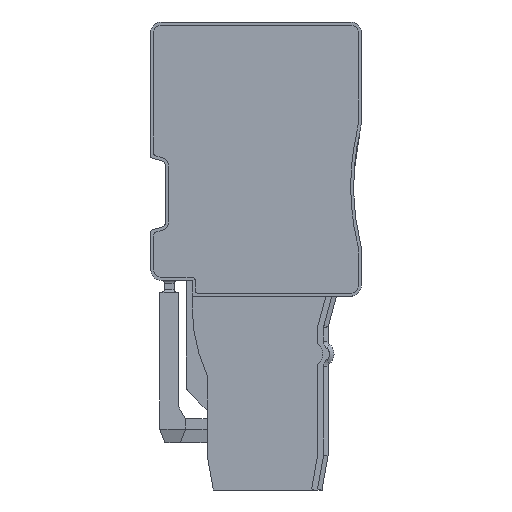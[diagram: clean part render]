
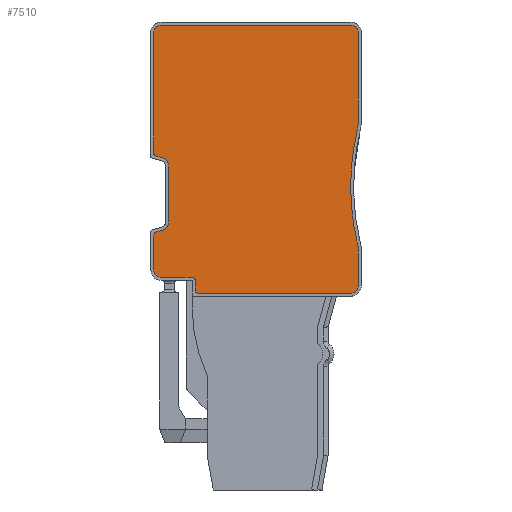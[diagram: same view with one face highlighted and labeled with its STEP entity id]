
A CAD part, left-side view. The second image highlights one B-rep face of the part: STEP entity #7510.
In plain terms, the highlighted planar face has unit normal (-1, 0, 0).
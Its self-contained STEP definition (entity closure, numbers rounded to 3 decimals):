
#5956=AXIS2_PLACEMENT_3D('Circle Axis2P3D',#5954,#5955,$) ;
#6004=AXIS2_PLACEMENT_3D('Circle Axis2P3D',#6002,#6003,$) ;
#6052=AXIS2_PLACEMENT_3D('Circle Axis2P3D',#6050,#6051,$) ;
#6125=AXIS2_PLACEMENT_3D('Circle Axis2P3D',#6123,#6124,$) ;
#6149=AXIS2_PLACEMENT_3D('Circle Axis2P3D',#6147,#6148,$) ;
#6173=AXIS2_PLACEMENT_3D('Circle Axis2P3D',#6171,#6172,$) ;
#6221=AXIS2_PLACEMENT_3D('Circle Axis2P3D',#6219,#6220,$) ;
#6269=AXIS2_PLACEMENT_3D('Circle Axis2P3D',#6267,#6268,$) ;
#6317=AXIS2_PLACEMENT_3D('Circle Axis2P3D',#6315,#6316,$) ;
#6365=AXIS2_PLACEMENT_3D('Circle Axis2P3D',#6363,#6364,$) ;
#6463=AXIS2_PLACEMENT_3D('Circle Axis2P3D',#6461,#6462,$) ;
#6511=AXIS2_PLACEMENT_3D('Circle Axis2P3D',#6509,#6510,$) ;
#7481=AXIS2_PLACEMENT_3D('Plane Axis2P3D',#7478,#7479,#7480) ;
#5927=CARTESIAN_POINT('Vertex',(0.,13.18,22.079)) ;
#5930=CARTESIAN_POINT('Line Origine',(0.,13.421,22.157)) ;
#5934=CARTESIAN_POINT('Vertex',(0.,13.662,22.235)) ;
#5954=CARTESIAN_POINT('Axis2P3D Location',(0.,13.6,22.426)) ;
#5958=CARTESIAN_POINT('Vertex',(0.,13.8,22.426)) ;
#5978=CARTESIAN_POINT('Line Origine',(0.,13.8,26.438)) ;
#5982=CARTESIAN_POINT('Vertex',(0.,13.8,30.45)) ;
#6002=CARTESIAN_POINT('Axis2P3D Location',(0.,13.3,30.45)) ;
#6006=CARTESIAN_POINT('Vertex',(0.,13.3,30.95)) ;
#6026=CARTESIAN_POINT('Line Origine',(0.,7.,30.95)) ;
#6030=CARTESIAN_POINT('Vertex',(0.,0.7,30.95)) ;
#6050=CARTESIAN_POINT('Axis2P3D Location',(0.,0.7,30.45)) ;
#6054=CARTESIAN_POINT('Vertex',(0.,0.2,30.45)) ;
#6074=CARTESIAN_POINT('Line Origine',(0.,0.2,27.5)) ;
#6078=CARTESIAN_POINT('Vertex',(0.,0.2,24.55)) ;
#6099=CARTESIAN_POINT('Control Point',(0.,0.278,23.876)) ;
#6100=CARTESIAN_POINT('Control Point',(0.,0.226,24.096)) ;
#6101=CARTESIAN_POINT('Control Point',(0.,0.2,24.323)) ;
#6102=CARTESIAN_POINT('Control Point',(0.,0.2,24.55)) ;
#6103=CARTESIAN_POINT('Vertex',(0.,0.278,23.876)) ;
#6123=CARTESIAN_POINT('Axis2P3D Location',(0.,-15.5,20.2)) ;
#6127=CARTESIAN_POINT('Vertex',(0.,0.7,20.2)) ;
#6147=CARTESIAN_POINT('Axis2P3D Location',(0.,-15.5,20.2)) ;
#6151=CARTESIAN_POINT('Vertex',(0.,0.206,16.23)) ;
#6171=CARTESIAN_POINT('Axis2P3D Location',(0.,0.4,16.181)) ;
#6175=CARTESIAN_POINT('Vertex',(0.,0.2,16.181)) ;
#6195=CARTESIAN_POINT('Line Origine',(0.,0.2,14.891)) ;
#6199=CARTESIAN_POINT('Vertex',(0.,0.2,13.6)) ;
#6219=CARTESIAN_POINT('Axis2P3D Location',(0.,0.7,13.6)) ;
#6223=CARTESIAN_POINT('Vertex',(0.,0.7,13.1)) ;
#6243=CARTESIAN_POINT('Line Origine',(0.,5.775,13.1)) ;
#6247=CARTESIAN_POINT('Vertex',(0.,10.85,13.1)) ;
#6267=CARTESIAN_POINT('Axis2P3D Location',(0.,10.85,13.3)) ;
#6271=CARTESIAN_POINT('Vertex',(0.,11.05,13.3)) ;
#6291=CARTESIAN_POINT('Line Origine',(0.,11.05,13.625)) ;
#6295=CARTESIAN_POINT('Vertex',(0.,11.05,13.95)) ;
#6315=CARTESIAN_POINT('Axis2P3D Location',(0.,11.25,13.95)) ;
#6319=CARTESIAN_POINT('Vertex',(0.,11.25,14.15)) ;
#6339=CARTESIAN_POINT('Line Origine',(0.,12.275,14.15)) ;
#6343=CARTESIAN_POINT('Vertex',(0.,13.3,14.15)) ;
#6363=CARTESIAN_POINT('Axis2P3D Location',(0.,13.3,14.65)) ;
#6367=CARTESIAN_POINT('Vertex',(0.,13.8,14.65)) ;
#6387=CARTESIAN_POINT('Line Origine',(0.,13.8,15.812)) ;
#6391=CARTESIAN_POINT('Vertex',(0.,13.8,16.974)) ;
#6412=CARTESIAN_POINT('Control Point',(0.,13.662,17.165)) ;
#6413=CARTESIAN_POINT('Control Point',(0.,13.722,17.145)) ;
#6414=CARTESIAN_POINT('Control Point',(0.,13.773,17.1)) ;
#6415=CARTESIAN_POINT('Control Point',(0.,13.8,17.037)) ;
#6416=CARTESIAN_POINT('Control Point',(0.,13.8,16.974)) ;
#6417=CARTESIAN_POINT('Vertex',(0.,13.662,17.165)) ;
#6437=CARTESIAN_POINT('Line Origine',(0.,13.421,17.243)) ;
#6441=CARTESIAN_POINT('Vertex',(0.,13.18,17.321)) ;
#6461=CARTESIAN_POINT('Axis2P3D Location',(0.,13.35,17.844)) ;
#6465=CARTESIAN_POINT('Vertex',(0.,12.8,17.844)) ;
#6485=CARTESIAN_POINT('Line Origine',(0.,12.8,19.7)) ;
#6489=CARTESIAN_POINT('Vertex',(0.,12.8,21.556)) ;
#6509=CARTESIAN_POINT('Axis2P3D Location',(0.,13.35,21.556)) ;
#7478=CARTESIAN_POINT('Axis2P3D Location',(0.,6.8,12.9)) ;
#5931=DIRECTION('Vector Direction',(0.,0.951,0.309)) ;
#5955=DIRECTION('Axis2P3D Direction',(-1.,0.,0.)) ;
#5979=DIRECTION('Vector Direction',(0.,0.,1.)) ;
#6003=DIRECTION('Axis2P3D Direction',(-1.,0.,0.)) ;
#6027=DIRECTION('Vector Direction',(0.,-1.,0.)) ;
#6051=DIRECTION('Axis2P3D Direction',(-1.,0.,0.)) ;
#6075=DIRECTION('Vector Direction',(0.,0.,-1.)) ;
#6124=DIRECTION('Axis2P3D Direction',(-1.,0.,0.)) ;
#6148=DIRECTION('Axis2P3D Direction',(-1.,0.,0.)) ;
#6172=DIRECTION('Axis2P3D Direction',(-1.,0.,0.)) ;
#6196=DIRECTION('Vector Direction',(0.,0.,-1.)) ;
#6220=DIRECTION('Axis2P3D Direction',(-1.,0.,0.)) ;
#6244=DIRECTION('Vector Direction',(0.,1.,0.)) ;
#6268=DIRECTION('Axis2P3D Direction',(-1.,0.,0.)) ;
#6292=DIRECTION('Vector Direction',(0.,0.,1.)) ;
#6316=DIRECTION('Axis2P3D Direction',(-1.,0.,0.)) ;
#6340=DIRECTION('Vector Direction',(0.,1.,0.)) ;
#6364=DIRECTION('Axis2P3D Direction',(-1.,0.,0.)) ;
#6388=DIRECTION('Vector Direction',(0.,0.,1.)) ;
#6438=DIRECTION('Vector Direction',(0.,-0.951,0.309)) ;
#6462=DIRECTION('Axis2P3D Direction',(-1.,0.,0.)) ;
#6486=DIRECTION('Vector Direction',(0.,0.,1.)) ;
#6510=DIRECTION('Axis2P3D Direction',(-1.,0.,0.)) ;
#7479=DIRECTION('Axis2P3D Direction',(1.,0.,-0.)) ;
#7480=DIRECTION('Axis2P3D XDirection',(0.,1.,0.)) ;
#5932=VECTOR('Line Direction',#5931,1.) ;
#5980=VECTOR('Line Direction',#5979,1.) ;
#6028=VECTOR('Line Direction',#6027,1.) ;
#6076=VECTOR('Line Direction',#6075,1.) ;
#6197=VECTOR('Line Direction',#6196,1.) ;
#6245=VECTOR('Line Direction',#6244,1.) ;
#6293=VECTOR('Line Direction',#6292,1.) ;
#6341=VECTOR('Line Direction',#6340,1.) ;
#6389=VECTOR('Line Direction',#6388,1.) ;
#6439=VECTOR('Line Direction',#6438,1.) ;
#6487=VECTOR('Line Direction',#6486,1.) ;
#7484=ORIENTED_EDGE('',*,*,#5936,.F.) ;
#7485=ORIENTED_EDGE('',*,*,#6513,.F.) ;
#7486=ORIENTED_EDGE('',*,*,#6491,.F.) ;
#7487=ORIENTED_EDGE('',*,*,#6467,.F.) ;
#7488=ORIENTED_EDGE('',*,*,#6443,.F.) ;
#7489=ORIENTED_EDGE('',*,*,#6419,.F.) ;
#7490=ORIENTED_EDGE('',*,*,#6393,.F.) ;
#7491=ORIENTED_EDGE('',*,*,#6369,.F.) ;
#7492=ORIENTED_EDGE('',*,*,#6345,.F.) ;
#7493=ORIENTED_EDGE('',*,*,#6321,.F.) ;
#7494=ORIENTED_EDGE('',*,*,#6297,.F.) ;
#7495=ORIENTED_EDGE('',*,*,#6273,.F.) ;
#7496=ORIENTED_EDGE('',*,*,#6249,.F.) ;
#7497=ORIENTED_EDGE('',*,*,#6225,.F.) ;
#7498=ORIENTED_EDGE('',*,*,#6201,.F.) ;
#7499=ORIENTED_EDGE('',*,*,#6177,.F.) ;
#7500=ORIENTED_EDGE('',*,*,#6153,.F.) ;
#7501=ORIENTED_EDGE('',*,*,#6129,.F.) ;
#7502=ORIENTED_EDGE('',*,*,#6105,.F.) ;
#7503=ORIENTED_EDGE('',*,*,#6080,.F.) ;
#7504=ORIENTED_EDGE('',*,*,#6056,.F.) ;
#7505=ORIENTED_EDGE('',*,*,#6032,.F.) ;
#7506=ORIENTED_EDGE('',*,*,#6008,.F.) ;
#7507=ORIENTED_EDGE('',*,*,#5984,.F.) ;
#7508=ORIENTED_EDGE('',*,*,#5960,.F.) ;
#7510=ADVANCED_FACE('Brep With Voids',(#7509),#7482,.F.) ;
#6098=B_SPLINE_CURVE_WITH_KNOTS('',3,(#6099,#6100,#6101,#6102),.UNSPECIFIED.,.F.,.U.,(4,4),(-0.34,0.34),.UNSPECIFIED.) ;
#6411=B_SPLINE_CURVE_WITH_KNOTS('',4,(#6412,#6413,#6414,#6415,#6416),.UNSPECIFIED.,.F.,.U.,(5,5),(-0.126,0.126),.UNSPECIFIED.) ;
#5957=CIRCLE('generated circle',#5956,0.2) ;
#6005=CIRCLE('generated circle',#6004,0.5) ;
#6053=CIRCLE('generated circle',#6052,0.5) ;
#6126=CIRCLE('generated circle',#6125,16.2) ;
#6150=CIRCLE('generated circle',#6149,16.2) ;
#6174=CIRCLE('generated circle',#6173,0.2) ;
#6222=CIRCLE('generated circle',#6221,0.5) ;
#6270=CIRCLE('generated circle',#6269,0.2) ;
#6318=CIRCLE('generated circle',#6317,0.2) ;
#6366=CIRCLE('generated circle',#6365,0.5) ;
#6464=CIRCLE('generated circle',#6463,0.55) ;
#6512=CIRCLE('generated circle',#6511,0.55) ;
#5936=EDGE_CURVE('',#5928,#5935,#5933,.T.) ;
#5960=EDGE_CURVE('',#5935,#5959,#5957,.F.) ;
#5984=EDGE_CURVE('',#5959,#5983,#5981,.T.) ;
#6008=EDGE_CURVE('',#5983,#6007,#6005,.F.) ;
#6032=EDGE_CURVE('',#6007,#6031,#6029,.T.) ;
#6056=EDGE_CURVE('',#6031,#6055,#6053,.F.) ;
#6080=EDGE_CURVE('',#6055,#6079,#6077,.T.) ;
#6105=EDGE_CURVE('',#6079,#6104,#6098,.F.) ;
#6129=EDGE_CURVE('',#6104,#6128,#6126,.T.) ;
#6153=EDGE_CURVE('',#6128,#6152,#6150,.T.) ;
#6177=EDGE_CURVE('',#6152,#6176,#6174,.F.) ;
#6201=EDGE_CURVE('',#6176,#6200,#6198,.T.) ;
#6225=EDGE_CURVE('',#6200,#6224,#6222,.F.) ;
#6249=EDGE_CURVE('',#6224,#6248,#6246,.T.) ;
#6273=EDGE_CURVE('',#6248,#6272,#6270,.F.) ;
#6297=EDGE_CURVE('',#6272,#6296,#6294,.T.) ;
#6321=EDGE_CURVE('',#6296,#6320,#6318,.T.) ;
#6345=EDGE_CURVE('',#6320,#6344,#6342,.T.) ;
#6369=EDGE_CURVE('',#6344,#6368,#6366,.F.) ;
#6393=EDGE_CURVE('',#6368,#6392,#6390,.T.) ;
#6419=EDGE_CURVE('',#6392,#6418,#6411,.F.) ;
#6443=EDGE_CURVE('',#6418,#6442,#6440,.T.) ;
#6467=EDGE_CURVE('',#6442,#6466,#6464,.T.) ;
#6491=EDGE_CURVE('',#6466,#6490,#6488,.T.) ;
#6513=EDGE_CURVE('',#6490,#5928,#6512,.T.) ;
#7483=EDGE_LOOP('',(#7484,#7485,#7486,#7487,#7488,#7489,#7490,#7491,#7492,#7493,#7494,#7495,#7496,#7497,#7498,#7499,#7500,#7501,#7502,#7503,#7504,#7505,#7506,#7507,#7508)) ;
#7509=FACE_OUTER_BOUND('',#7483,.T.) ;
#5933=LINE('Line',#5930,#5932) ;
#5981=LINE('Line',#5978,#5980) ;
#6029=LINE('Line',#6026,#6028) ;
#6077=LINE('Line',#6074,#6076) ;
#6198=LINE('Line',#6195,#6197) ;
#6246=LINE('Line',#6243,#6245) ;
#6294=LINE('Line',#6291,#6293) ;
#6342=LINE('Line',#6339,#6341) ;
#6390=LINE('Line',#6387,#6389) ;
#6440=LINE('Line',#6437,#6439) ;
#6488=LINE('Line',#6485,#6487) ;
#7482=PLANE('',#7481) ;
#5928=VERTEX_POINT('',#5927) ;
#5935=VERTEX_POINT('',#5934) ;
#5959=VERTEX_POINT('',#5958) ;
#5983=VERTEX_POINT('',#5982) ;
#6007=VERTEX_POINT('',#6006) ;
#6031=VERTEX_POINT('',#6030) ;
#6055=VERTEX_POINT('',#6054) ;
#6079=VERTEX_POINT('',#6078) ;
#6104=VERTEX_POINT('',#6103) ;
#6128=VERTEX_POINT('',#6127) ;
#6152=VERTEX_POINT('',#6151) ;
#6176=VERTEX_POINT('',#6175) ;
#6200=VERTEX_POINT('',#6199) ;
#6224=VERTEX_POINT('',#6223) ;
#6248=VERTEX_POINT('',#6247) ;
#6272=VERTEX_POINT('',#6271) ;
#6296=VERTEX_POINT('',#6295) ;
#6320=VERTEX_POINT('',#6319) ;
#6344=VERTEX_POINT('',#6343) ;
#6368=VERTEX_POINT('',#6367) ;
#6392=VERTEX_POINT('',#6391) ;
#6418=VERTEX_POINT('',#6417) ;
#6442=VERTEX_POINT('',#6441) ;
#6466=VERTEX_POINT('',#6465) ;
#6490=VERTEX_POINT('',#6489) ;
